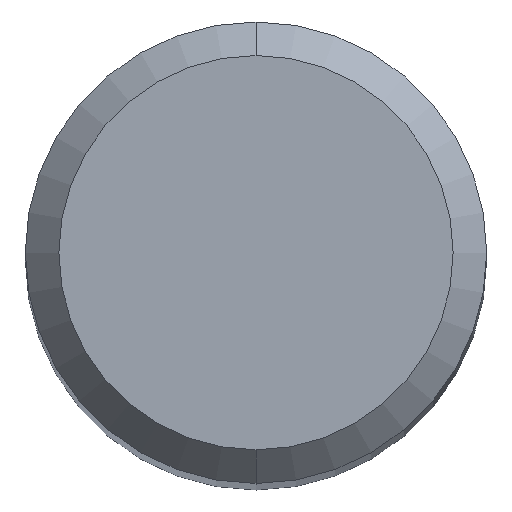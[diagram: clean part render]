
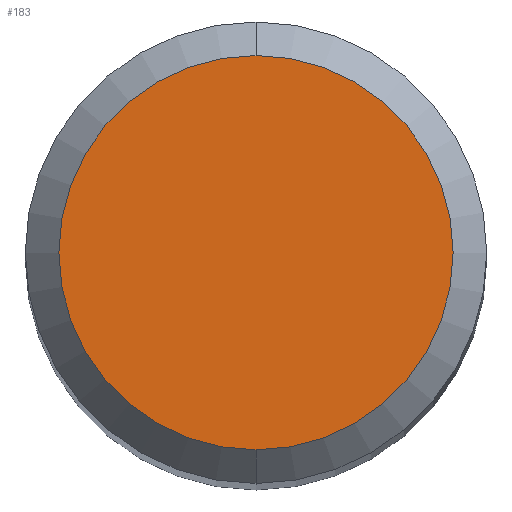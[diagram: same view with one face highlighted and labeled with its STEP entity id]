
A CAD part, top view. The second image highlights one B-rep face of the part: STEP entity #183.
In plain terms, the highlighted planar face has unit normal (0, 0, 1).
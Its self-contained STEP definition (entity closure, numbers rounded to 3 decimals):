
#157=EDGE_CURVE('',#215,#245,#392,.T.);
#183=ADVANCED_FACE('',(#421),#422,.T.);
#215=VERTEX_POINT('',#459);
#245=VERTEX_POINT('',#492);
#255=EDGE_CURVE('',#245,#215,#503,.T.);
#392=CIRCLE('',#648,2.35);
#421=FACE_OUTER_BOUND('',#686,.T.);
#422=PLANE('',#687);
#459=CARTESIAN_POINT('',(0.0,2.35,0.0));
#492=CARTESIAN_POINT('',(0.,-2.35,0.0));
#503=CIRCLE('',#790,2.35);
#648=AXIS2_PLACEMENT_3D('',#962,#963,#964);
#686=EDGE_LOOP('',(#1002,#1003));
#687=AXIS2_PLACEMENT_3D('',#1004,#1005,#1006);
#790=AXIS2_PLACEMENT_3D('',#1104,#1105,#1106);
#962=CARTESIAN_POINT('',(0.0,0.0,0.0));
#963=DIRECTION('',(0.0,0.0,-1.0));
#964=DIRECTION('',(0.0,1.0,0.0));
#1002=ORIENTED_EDGE('',*,*,#157,.F.);
#1003=ORIENTED_EDGE('',*,*,#255,.F.);
#1004=CARTESIAN_POINT('',(0.0,1.175,0.0));
#1005=DIRECTION('',(-0.0,0.0,1.0));
#1006=DIRECTION('',(0.0,-1.0,0.0));
#1104=CARTESIAN_POINT('',(0.0,0.0,0.0));
#1105=DIRECTION('',(0.0,0.0,-1.0));
#1106=DIRECTION('',(0.0,1.0,0.0));
